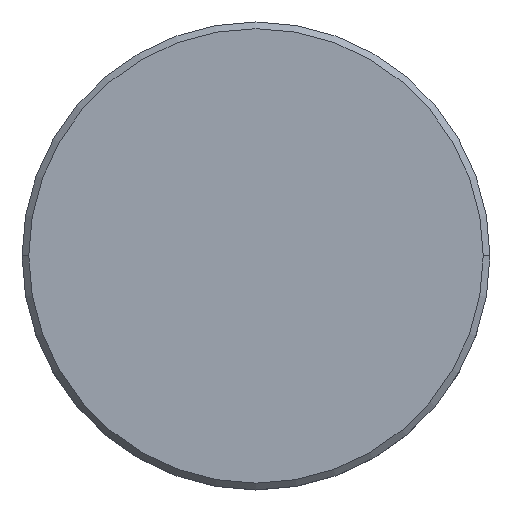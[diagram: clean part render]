
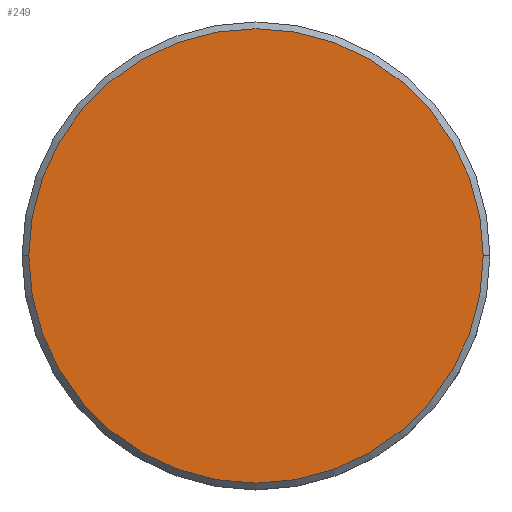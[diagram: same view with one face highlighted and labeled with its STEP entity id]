
A CAD part, top view. The second image highlights one B-rep face of the part: STEP entity #249.
In plain terms, the highlighted planar face has unit normal (0, 0, 1).
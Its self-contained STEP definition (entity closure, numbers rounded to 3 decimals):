
#25 = AXIS2_PLACEMENT_3D ( 'NONE', #960, #1058, #1139 ) ;
#65 = EDGE_CURVE ( 'NONE', #75, #827, #170, .T. ) ;
#69 = CARTESIAN_POINT ( 'NONE',  ( 0., 0., 0. ) ) ;
#75 = VERTEX_POINT ( 'NONE', #810 ) ;
#99 = ORIENTED_EDGE ( 'NONE', *, *, #762, .T. ) ;
#110 = CARTESIAN_POINT ( 'NONE',  ( 0., 0., 0. ) ) ;
#170 = CIRCLE ( 'NONE', #803, 17. ) ;
#186 = CARTESIAN_POINT ( 'NONE',  ( 17., 0., 0. ) ) ;
#230 = ORIENTED_EDGE ( 'NONE', *, *, #65, .T. ) ;
#249 = ADVANCED_FACE ( 'NONE', ( #346 ), #785, .T. ) ;
#257 = DIRECTION ( 'NONE',  ( 1., 0., 0. ) ) ;
#346 = FACE_OUTER_BOUND ( 'NONE', #366, .T. ) ;
#366 = EDGE_LOOP ( 'NONE', ( #230, #99 ) ) ;
#723 = DIRECTION ( 'NONE',  ( 0., 0., 1. ) ) ;
#762 = EDGE_CURVE ( 'NONE', #827, #75, #891, .T. ) ;
#785 = PLANE ( 'NONE',  #25 ) ;
#803 = AXIS2_PLACEMENT_3D ( 'NONE', #110, #723, #883 ) ;
#810 = CARTESIAN_POINT ( 'NONE',  ( -17., 0., 0. ) ) ;
#827 = VERTEX_POINT ( 'NONE', #186 ) ;
#883 = DIRECTION ( 'NONE',  ( 1., 0., 0. ) ) ;
#891 = CIRCLE ( 'NONE', #1101, 17. ) ;
#960 = CARTESIAN_POINT ( 'NONE',  ( 0., 0., 0. ) ) ;
#1033 = DIRECTION ( 'NONE',  ( 0., 0., 1. ) ) ;
#1058 = DIRECTION ( 'NONE',  ( 0., 0., 1. ) ) ;
#1101 = AXIS2_PLACEMENT_3D ( 'NONE', #69, #1033, #257 ) ;
#1139 = DIRECTION ( 'NONE',  ( 1., 0., 0. ) ) ;
